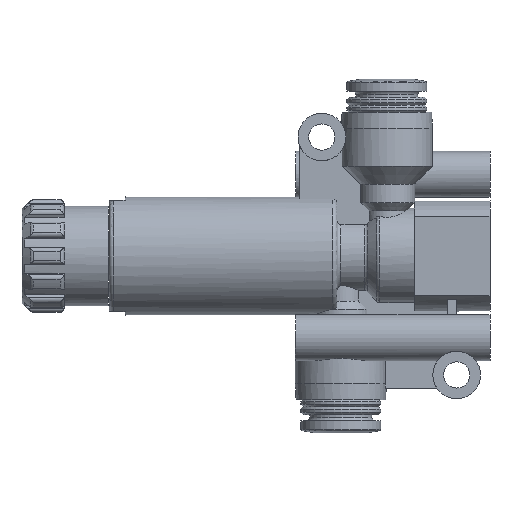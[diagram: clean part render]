
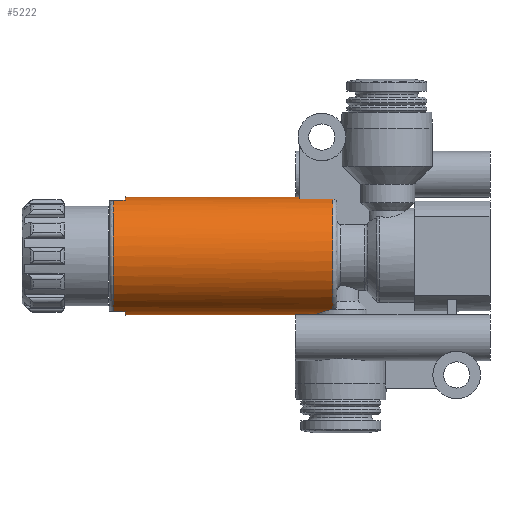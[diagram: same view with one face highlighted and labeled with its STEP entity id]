
A CAD part, left-side view. The second image highlights one B-rep face of the part: STEP entity #5222.
In plain terms, the highlighted cylindrical face has radius 7.5 mm (diameter 15 mm), a full revolution.
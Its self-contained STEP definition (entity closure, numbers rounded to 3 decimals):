
#173=LINE('',#6920,#369);
#174=LINE('',#6924,#370);
#175=LINE('',#6925,#371);
#176=LINE('',#6930,#372);
#177=LINE('',#6934,#373);
#178=LINE('',#6938,#374);
#369=VECTOR('',#5877,1000.);
#370=VECTOR('',#5880,1000.);
#371=VECTOR('',#5881,1000.);
#372=VECTOR('',#5884,1000.);
#373=VECTOR('',#5887,1000.);
#374=VECTOR('',#5890,1000.);
#565=B_SPLINE_CURVE_WITH_KNOTS('',3,(#6910,#6911,#6912,#6913,#6914,#6915,
#6916),.UNSPECIFIED.,.F.,.F.,(4,1,1,1,4),(0.,0.002,0.005,
0.007,0.009),.UNSPECIFIED.);
#737=ORIENTED_EDGE('',*,*,#1865,.F.);
#738=ORIENTED_EDGE('',*,*,#1866,.F.);
#739=ORIENTED_EDGE('',*,*,#1867,.F.);
#740=ORIENTED_EDGE('',*,*,#1868,.T.);
#741=ORIENTED_EDGE('',*,*,#1869,.T.);
#742=ORIENTED_EDGE('',*,*,#1870,.T.);
#743=ORIENTED_EDGE('',*,*,#1871,.F.);
#744=ORIENTED_EDGE('',*,*,#1872,.T.);
#745=ORIENTED_EDGE('',*,*,#1873,.F.);
#746=ORIENTED_EDGE('',*,*,#1874,.F.);
#747=ORIENTED_EDGE('',*,*,#1875,.F.);
#748=ORIENTED_EDGE('',*,*,#1876,.T.);
#749=ORIENTED_EDGE('',*,*,#1877,.F.);
#750=ORIENTED_EDGE('',*,*,#1878,.F.);
#1865=EDGE_CURVE('',#2429,#2430,#2822,.T.);
#1866=EDGE_CURVE('',#2431,#2429,#565,.T.);
#1867=EDGE_CURVE('',#2432,#2431,#2823,.T.);
#1868=EDGE_CURVE('',#2432,#2433,#173,.F.);
#1869=EDGE_CURVE('',#2433,#2434,#2824,.T.);
#1870=EDGE_CURVE('',#2434,#2430,#174,.T.);
#1871=EDGE_CURVE('',#2435,#2436,#175,.T.);
#1872=EDGE_CURVE('',#2435,#2437,#2825,.T.);
#1873=EDGE_CURVE('',#2438,#2437,#176,.F.);
#1874=EDGE_CURVE('',#2439,#2438,#2826,.T.);
#1875=EDGE_CURVE('',#2440,#2439,#177,.T.);
#1876=EDGE_CURVE('',#2440,#2441,#2827,.T.);
#1877=EDGE_CURVE('',#2442,#2441,#178,.F.);
#1878=EDGE_CURVE('',#2436,#2442,#2828,.T.);
#2429=VERTEX_POINT('',#6908);
#2430=VERTEX_POINT('',#6909);
#2431=VERTEX_POINT('',#6917);
#2432=VERTEX_POINT('',#6919);
#2433=VERTEX_POINT('',#6921);
#2434=VERTEX_POINT('',#6923);
#2435=VERTEX_POINT('',#6926);
#2436=VERTEX_POINT('',#6927);
#2437=VERTEX_POINT('',#6929);
#2438=VERTEX_POINT('',#6931);
#2439=VERTEX_POINT('',#6933);
#2440=VERTEX_POINT('',#6935);
#2441=VERTEX_POINT('',#6937);
#2442=VERTEX_POINT('',#6939);
#2822=CIRCLE('',#5451,7.5);
#2823=CIRCLE('',#5452,7.5);
#2824=CIRCLE('',#5453,7.5);
#2825=CIRCLE('',#5454,7.5);
#2826=CIRCLE('',#5455,7.5);
#2827=CIRCLE('',#5456,7.5);
#2828=CIRCLE('',#5457,7.5);
#3018=EDGE_LOOP('',(#737,#738,#739,#740,#741,#742));
#3019=EDGE_LOOP('',(#743,#744,#745,#746,#747,#748,#749,#750));
#3303=FACE_BOUND('',#3018,.T.);
#3304=FACE_BOUND('',#3019,.T.);
#3588=CYLINDRICAL_SURFACE('',#5450,7.5);
#5222=ADVANCED_FACE('',(#3303,#3304),#3588,.T.);
#5450=AXIS2_PLACEMENT_3D('',#6906,#5871,#5872);
#5451=AXIS2_PLACEMENT_3D('',#6907,#5873,#5874);
#5452=AXIS2_PLACEMENT_3D('',#6918,#5875,#5876);
#5453=AXIS2_PLACEMENT_3D('',#6922,#5878,#5879);
#5454=AXIS2_PLACEMENT_3D('',#6928,#5882,#5883);
#5455=AXIS2_PLACEMENT_3D('',#6932,#5885,#5886);
#5456=AXIS2_PLACEMENT_3D('',#6936,#5888,#5889);
#5457=AXIS2_PLACEMENT_3D('',#6940,#5891,#5892);
#5871=DIRECTION('',(0.,-1.,0.));
#5872=DIRECTION('',(0.,0.,-1.));
#5873=DIRECTION('',(0.,-1.,0.));
#5874=DIRECTION('',(0.,0.,-1.));
#5875=DIRECTION('',(0.,-1.,0.));
#5876=DIRECTION('',(0.,0.,-1.));
#5877=DIRECTION('',(0.,-1.,0.));
#5878=DIRECTION('',(0.,1.,0.));
#5879=DIRECTION('',(0.,0.,1.));
#5880=DIRECTION('',(0.,-1.,0.));
#5881=DIRECTION('',(0.,-1.,0.));
#5882=DIRECTION('',(0.,-1.,0.));
#5883=DIRECTION('',(0.,0.,-1.));
#5884=DIRECTION('',(0.,-1.,0.));
#5885=DIRECTION('',(0.,1.,0.));
#5886=DIRECTION('',(0.,0.,1.));
#5887=DIRECTION('',(0.,-1.,0.));
#5888=DIRECTION('',(0.,-1.,0.));
#5889=DIRECTION('',(0.,0.,-1.));
#5890=DIRECTION('',(0.,-1.,0.));
#5891=DIRECTION('',(0.,1.,0.));
#5892=DIRECTION('',(0.,0.,1.));
#6906=CARTESIAN_POINT('',(0.,0.,0.));
#6907=CARTESIAN_POINT('',(0.,19.8,0.));
#6908=CARTESIAN_POINT('',(3.354,19.8,-6.708));
#6909=CARTESIAN_POINT('',(1.221,19.8,7.4));
#6910=CARTESIAN_POINT('',(-3.354,19.8,-6.708));
#6911=CARTESIAN_POINT('',(-3.137,20.529,-6.817));
#6912=CARTESIAN_POINT('',(-2.262,21.779,-7.239));
#6913=CARTESIAN_POINT('',(-0.008,22.559,-7.63));
#6914=CARTESIAN_POINT('',(2.258,21.785,-7.241));
#6915=CARTESIAN_POINT('',(3.137,20.528,-6.817));
#6916=CARTESIAN_POINT('',(3.354,19.8,-6.708));
#6917=CARTESIAN_POINT('',(-3.354,19.8,-6.708));
#6918=CARTESIAN_POINT('',(0.,19.8,0.));
#6919=CARTESIAN_POINT('',(-2.2,19.8,7.17));
#6920=CARTESIAN_POINT('',(-2.2,0.,7.17));
#6921=CARTESIAN_POINT('',(-2.2,24.,7.17));
#6922=CARTESIAN_POINT('',(0.,24.,0.));
#6923=CARTESIAN_POINT('',(1.221,24.,7.4));
#6924=CARTESIAN_POINT('',(1.221,0.,7.4));
#6925=CARTESIAN_POINT('',(2.693,0.,-7.));
#6926=CARTESIAN_POINT('',(2.693,47.5,-7.));
#6927=CARTESIAN_POINT('',(2.693,46.,-7.));
#6928=CARTESIAN_POINT('',(0.,47.5,0.));
#6929=CARTESIAN_POINT('',(2.693,47.5,7.));
#6930=CARTESIAN_POINT('',(2.693,0.,7.));
#6931=CARTESIAN_POINT('',(2.693,46.,7.));
#6932=CARTESIAN_POINT('',(0.,46.,0.));
#6933=CARTESIAN_POINT('',(-2.693,46.,7.));
#6934=CARTESIAN_POINT('',(-2.693,0.,7.));
#6935=CARTESIAN_POINT('',(-2.693,47.5,7.));
#6936=CARTESIAN_POINT('',(0.,47.5,0.));
#6937=CARTESIAN_POINT('',(-2.693,47.5,-7.));
#6938=CARTESIAN_POINT('',(-2.693,0.,-7.));
#6939=CARTESIAN_POINT('',(-2.693,46.,-7.));
#6940=CARTESIAN_POINT('',(0.,46.,0.));
